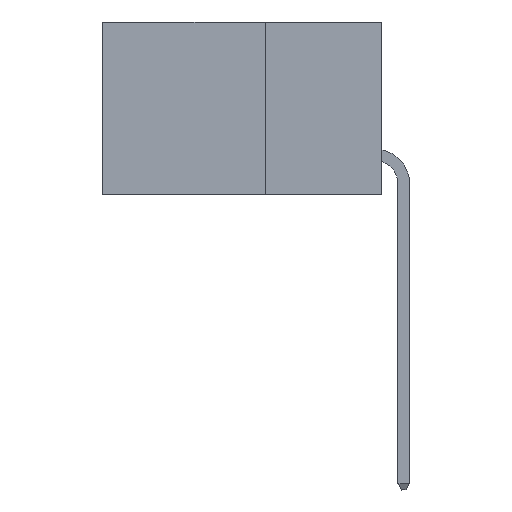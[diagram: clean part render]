
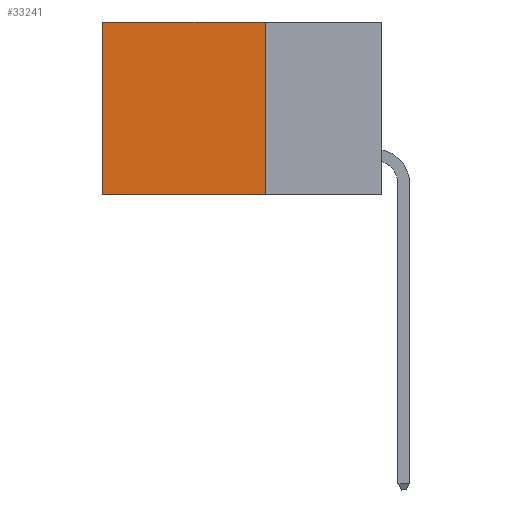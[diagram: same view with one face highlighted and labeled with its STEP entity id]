
A CAD part, left-side view. The second image highlights one B-rep face of the part: STEP entity #33241.
In plain terms, the highlighted planar face has unit normal (-1, 0, 0).
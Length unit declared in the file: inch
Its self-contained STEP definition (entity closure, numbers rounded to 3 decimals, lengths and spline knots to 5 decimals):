
#301 = DIRECTION ( 'NONE',  ( 1., 0., 0. ) ) ;
#1203 = FACE_OUTER_BOUND ( 'NONE', #39773, .T. ) ;
#3736 = LINE ( 'NONE', #42958, #9512 ) ;
#3974 = LINE ( 'NONE', #12615, #36010 ) ;
#7208 = CARTESIAN_POINT ( 'NONE',  ( 0.2875, 0.25, 0. ) ) ;
#7679 = VERTEX_POINT ( 'NONE', #36911 ) ;
#8640 = DIRECTION ( 'NONE',  ( 0., 0., -1. ) ) ;
#8785 = ORIENTED_EDGE ( 'NONE', *, *, #29573, .F. ) ;
#9512 = VECTOR ( 'NONE', #8640, 39.37008 ) ;
#12615 = CARTESIAN_POINT ( 'NONE',  ( 0.2875, 0.25, -0.37 ) ) ;
#14368 = CARTESIAN_POINT ( 'NONE',  ( 0.2875, 0.25, 0. ) ) ;
#15089 = DIRECTION ( 'NONE',  ( 0., 0., -1. ) ) ;
#15709 = VERTEX_POINT ( 'NONE', #21330 ) ;
#18000 = CARTESIAN_POINT ( 'NONE',  ( 0.2875, 0.6, -0.37 ) ) ;
#21330 = CARTESIAN_POINT ( 'NONE',  ( 0.2875, 0.6, 0. ) ) ;
#22600 = EDGE_CURVE ( 'NONE', #26092, #15709, #34920, .T. ) ;
#23452 = LINE ( 'NONE', #39530, #28177 ) ;
#25403 = ORIENTED_EDGE ( 'NONE', *, *, #25571, .T. ) ;
#25571 = EDGE_CURVE ( 'NONE', #15709, #39361, #23452, .T. ) ;
#25612 = AXIS2_PLACEMENT_3D ( 'NONE', #37613, #301, #34079 ) ;
#26092 = VERTEX_POINT ( 'NONE', #14368 ) ;
#26981 = DIRECTION ( 'NONE',  ( 0., 1., 0. ) ) ;
#26999 = VECTOR ( 'NONE', #26981, 39.37008 ) ;
#28177 = VECTOR ( 'NONE', #15089, 39.37008 ) ;
#28880 = DIRECTION ( 'NONE',  ( 0., 1., 0. ) ) ;
#29573 = EDGE_CURVE ( 'NONE', #26092, #7679, #3736, .T. ) ;
#33241 = ADVANCED_FACE ( 'NONE', ( #1203 ), #37311, .F. ) ;
#34079 = DIRECTION ( 'NONE',  ( 0., 0., -1. ) ) ;
#34920 = LINE ( 'NONE', #7208, #26999 ) ;
#36010 = VECTOR ( 'NONE', #28880, 39.37008 ) ;
#36250 = ORIENTED_EDGE ( 'NONE', *, *, #22600, .T. ) ;
#36911 = CARTESIAN_POINT ( 'NONE',  ( 0.2875, 0.25, -0.37 ) ) ;
#37278 = ORIENTED_EDGE ( 'NONE', *, *, #40676, .F. ) ;
#37311 = PLANE ( 'NONE',  #25612 ) ;
#37613 = CARTESIAN_POINT ( 'NONE',  ( 0.2875, 0.25, 0. ) ) ;
#39361 = VERTEX_POINT ( 'NONE', #18000 ) ;
#39530 = CARTESIAN_POINT ( 'NONE',  ( 0.2875, 0.6, 0. ) ) ;
#39773 = EDGE_LOOP ( 'NONE', ( #25403, #37278, #8785, #36250 ) ) ;
#40676 = EDGE_CURVE ( 'NONE', #7679, #39361, #3974, .T. ) ;
#42958 = CARTESIAN_POINT ( 'NONE',  ( 0.2875, 0.25, 0. ) ) ;
